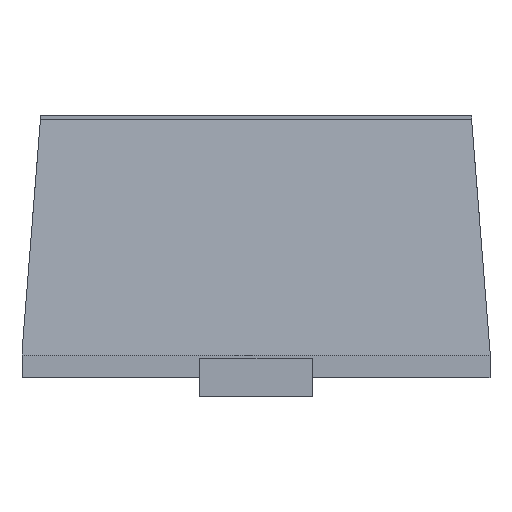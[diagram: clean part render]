
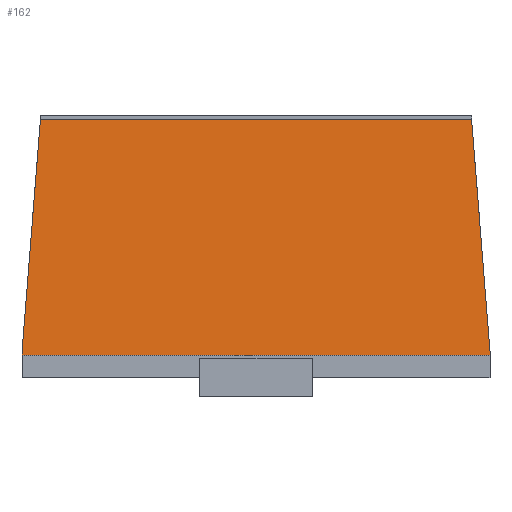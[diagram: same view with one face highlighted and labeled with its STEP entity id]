
A CAD part, left-side view. The second image highlights one B-rep face of the part: STEP entity #162.
In plain terms, the highlighted planar face has unit normal (-0.997, 0, 0.079).
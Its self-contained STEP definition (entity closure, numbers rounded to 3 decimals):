
#58 = VERTEX_POINT('',#59);
#59 = CARTESIAN_POINT('',(-0.85,0.625,0.06));
#106 = VERTEX_POINT('',#107);
#107 = CARTESIAN_POINT('',(-0.85,-0.625,0.06));
#113 = EDGE_CURVE('',#106,#58,#114,.T.);
#114 = LINE('',#115,#116);
#115 = CARTESIAN_POINT('',(-0.85,-0.576,0.06));
#116 = VECTOR('',#117,1.);
#117 = DIRECTION('',(0.,1.,0.));
#128 = VERTEX_POINT('',#129);
#129 = CARTESIAN_POINT('',(-0.849,0.625,0.07));
#152 = EDGE_CURVE('',#58,#128,#153,.T.);
#153 = LINE('',#154,#155);
#154 = CARTESIAN_POINT('',(-0.84,0.625,0.188));
#155 = VECTOR('',#156,1.);
#156 = DIRECTION('',(0.079,0.,0.997));
#162 = ADVANCED_FACE('',(#163),#197,.T.);
#163 = FACE_BOUND('',#164,.F.);
#164 = EDGE_LOOP('',(#165,#173,#174,#175,#183,#191));
#165 = ORIENTED_EDGE('',*,*,#166,.F.);
#166 = EDGE_CURVE('',#106,#167,#169,.T.);
#167 = VERTEX_POINT('',#168);
#168 = CARTESIAN_POINT('',(-0.849,-0.625,0.07));
#169 = LINE('',#170,#171);
#170 = CARTESIAN_POINT('',(-0.835,-0.625,0.255));
#171 = VECTOR('',#172,1.);
#172 = DIRECTION('',(0.079,0.,0.997));
#173 = ORIENTED_EDGE('',*,*,#113,.T.);
#174 = ORIENTED_EDGE('',*,*,#152,.T.);
#175 = ORIENTED_EDGE('',*,*,#176,.T.);
#176 = EDGE_CURVE('',#128,#177,#179,.T.);
#177 = VERTEX_POINT('',#178);
#178 = CARTESIAN_POINT('',(-0.8,0.576,0.69));
#179 = LINE('',#180,#181);
#180 = CARTESIAN_POINT('',(-0.82,0.596,0.437)
  );
#181 = VECTOR('',#182,1.);
#182 = DIRECTION('',(0.079,-0.079,
    0.994));
#183 = ORIENTED_EDGE('',*,*,#184,.F.);
#184 = EDGE_CURVE('',#185,#177,#187,.T.);
#185 = VERTEX_POINT('',#186);
#186 = CARTESIAN_POINT('',(-0.8,-0.576,0.69));
#187 = LINE('',#188,#189);
#188 = CARTESIAN_POINT('',(-0.8,-0.576,0.69));
#189 = VECTOR('',#190,1.);
#190 = DIRECTION('',(0.,1.,0.));
#191 = ORIENTED_EDGE('',*,*,#192,.F.);
#192 = EDGE_CURVE('',#167,#185,#193,.T.);
#193 = LINE('',#194,#195);
#194 = CARTESIAN_POINT('',(-0.819,-0.595,
    0.447));
#195 = VECTOR('',#196,1.);
#196 = DIRECTION('',(0.079,0.079,
    0.994));
#197 = PLANE('',#198);
#198 = AXIS2_PLACEMENT_3D('',#199,#200,#201);
#199 = CARTESIAN_POINT('',(-0.825,-0.576,0.375));
#200 = DIRECTION('',(-0.997,0.,0.079));
#201 = DIRECTION('',(-0.,-1.,-0.));
